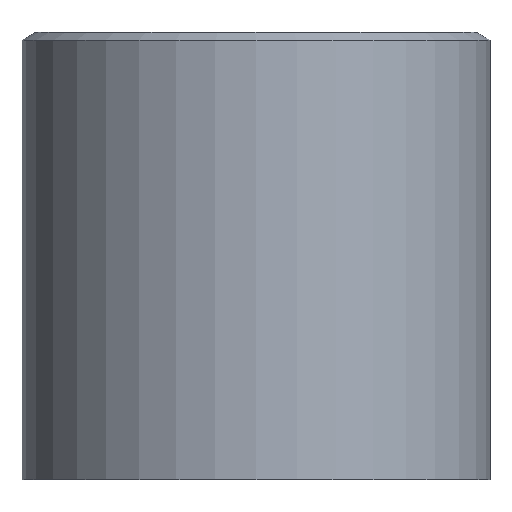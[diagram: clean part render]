
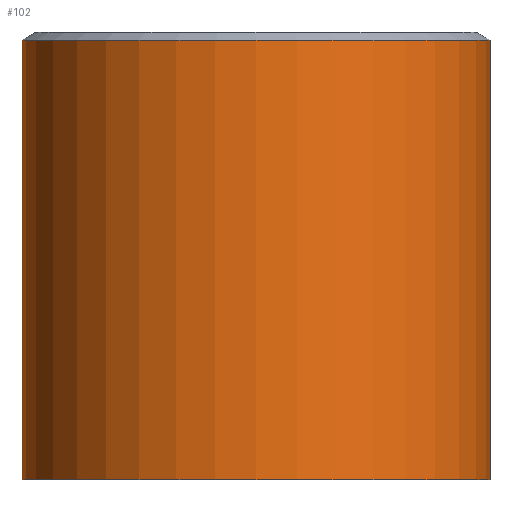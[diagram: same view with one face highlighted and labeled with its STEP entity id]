
A CAD part, front view. The second image highlights one B-rep face of the part: STEP entity #102.
In plain terms, the highlighted cylindrical face has radius 34 mm (diameter 68 mm), a full revolution.
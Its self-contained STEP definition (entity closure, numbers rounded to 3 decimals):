
#15=CYLINDRICAL_SURFACE('',#126,34.);
#23=FACE_OUTER_BOUND('',#31,.T.);
#31=EDGE_LOOP('',(#79,#80,#81,#82));
#38=LINE('',#182,#43);
#43=VECTOR('',#150,34.);
#48=CIRCLE('',#123,34.);
#50=CIRCLE('',#127,34.);
#55=VERTEX_POINT('',#174);
#57=VERTEX_POINT('',#181);
#63=EDGE_CURVE('',#55,#55,#48,.T.);
#65=EDGE_CURVE('',#55,#57,#38,.T.);
#66=EDGE_CURVE('',#57,#57,#50,.T.);
#79=ORIENTED_EDGE('',*,*,#63,.F.);
#80=ORIENTED_EDGE('',*,*,#65,.T.);
#81=ORIENTED_EDGE('',*,*,#66,.T.);
#82=ORIENTED_EDGE('',*,*,#65,.F.);
#102=ADVANCED_FACE('',(#23),#15,.T.);
#123=AXIS2_PLACEMENT_3D('',#176,#142,#143);
#126=AXIS2_PLACEMENT_3D('',#180,#148,#149);
#127=AXIS2_PLACEMENT_3D('',#183,#151,#152);
#142=DIRECTION('center_axis',(0.,0.,1.));
#143=DIRECTION('ref_axis',(1.,0.,0.));
#148=DIRECTION('center_axis',(0.,0.,1.));
#149=DIRECTION('ref_axis',(1.,0.,0.));
#150=DIRECTION('',(0.,0.,-1.));
#151=DIRECTION('center_axis',(0.,0.,1.));
#152=DIRECTION('ref_axis',(1.,0.,0.));
#174=CARTESIAN_POINT('',(-34.,0.,63.845));
#176=CARTESIAN_POINT('Origin',(0.,0.,63.845));
#180=CARTESIAN_POINT('Origin',(0.,0.,0.));
#181=CARTESIAN_POINT('',(-34.,0.,0.));
#182=CARTESIAN_POINT('',(-34.,0.,0.));
#183=CARTESIAN_POINT('Origin',(0.,0.,0.));
